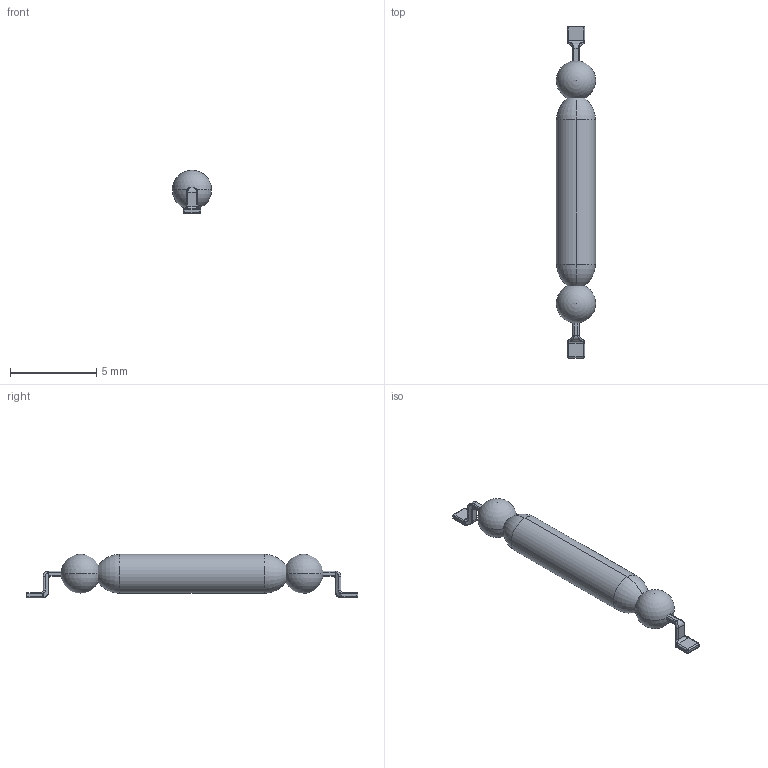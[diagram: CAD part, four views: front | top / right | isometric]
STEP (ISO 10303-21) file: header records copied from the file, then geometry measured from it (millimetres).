
FILE_DESCRIPTION (( 'STEP AP214' ), '1' );
FILE_NAME ('MDR-60-24.STEP', '2022-12-13T11:25:40', ( '' ), ( '' ), 'SwSTEP 2.0', 'SolidWorks 2022', '' );
FILE_SCHEMA (( 'AUTOMOTIVE_DESIGN' ));
Length unit declared in the file: millimetre
Products named in the file (1): MDR-60-24
Bounding box: 2.28 x 19.3 x 2.53 mm (x, y, z)
Volume: 55.1 mm3; surface area: 120.4 mm2
Topology: 3 solids, 3 shells, 168 faces, 394 edges, 206 vertices
Faces by surface type: cylinder 64, bspline 38, plane 24, sphere 22, torus 20
Entity records: 7330 total; most frequent: CARTESIAN_POINT 2013, ORIENTED_EDGE 724, DIRECTION 710, EDGE_CURVE 362, AXIS2_PLACEMENT_3D 297, VERTEX_POINT 200, UNCERTAINTY_MEASURE_WITH_UNIT 173, SURFACE_STYLE_FILL_AREA 172
